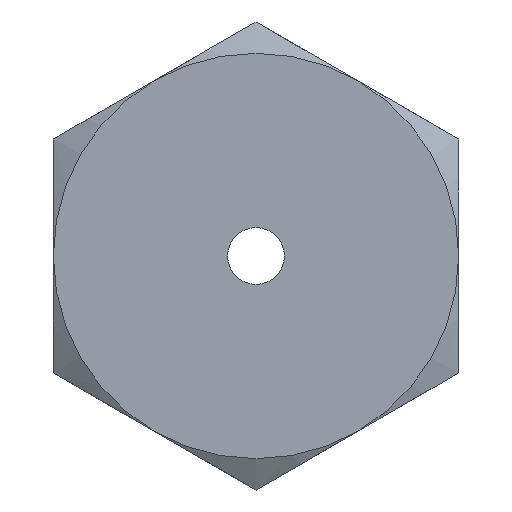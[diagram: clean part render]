
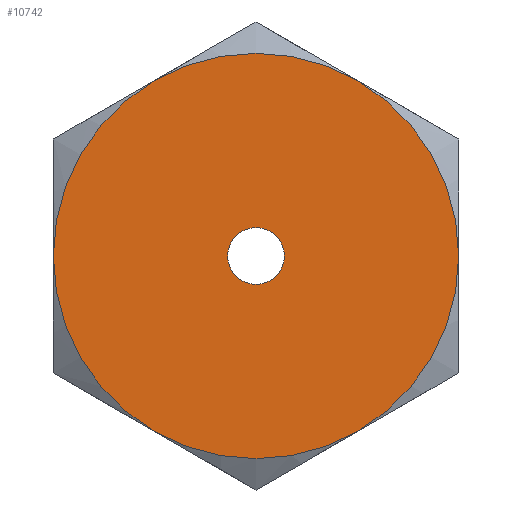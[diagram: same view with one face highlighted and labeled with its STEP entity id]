
A CAD part, left-side view. The second image highlights one B-rep face of the part: STEP entity #10742.
In plain terms, the highlighted planar face has unit normal (-1, 0, 0).
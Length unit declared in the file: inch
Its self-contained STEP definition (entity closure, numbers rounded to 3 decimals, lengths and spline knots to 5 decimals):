
#4255=CARTESIAN_POINT('',(-0.22,0.125,
-0.21651));
#4270=CARTESIAN_POINT('',(-0.22,0.25,
0.));
#4299=CARTESIAN_POINT('',(-0.22,0.125,
0.21651));
#4314=CARTESIAN_POINT('',(-0.22,0.,0.));
#4315=DIRECTION('',(-1.,0.,0.));
#4316=DIRECTION('',(0.,1.,0.));
#4317=AXIS2_PLACEMENT_3D('',#4314,#4315,#4316);
#4319=CARTESIAN_POINT('',(-0.22,0.,0.));
#4320=DIRECTION('',(-1.,0.,0.));
#4321=DIRECTION('',(0.,0.5,0.866));
#4322=AXIS2_PLACEMENT_3D('',#4319,#4320,#4321);
#4324=CARTESIAN_POINT('',(-0.22,0.,0.));
#4325=DIRECTION('',(-1.,0.,0.));
#4326=DIRECTION('',(0.,-0.5,0.866));
#4327=AXIS2_PLACEMENT_3D('',#4324,#4325,#4326);
#4329=CARTESIAN_POINT('',(-0.22,0.,0.));
#4330=DIRECTION('',(-1.,0.,0.));
#4331=DIRECTION('',(0.,-1.,0.));
#4332=AXIS2_PLACEMENT_3D('',#4329,#4330,#4331);
#4334=CARTESIAN_POINT('',(-0.22,0.,0.));
#4335=DIRECTION('',(-1.,0.,0.));
#4336=DIRECTION('',(0.,-0.5,-0.866));
#4337=AXIS2_PLACEMENT_3D('',#4334,#4335,#4336);
#4339=CARTESIAN_POINT('',(-0.22,0.,0.));
#4340=DIRECTION('',(-1.,0.,0.));
#4341=DIRECTION('',(0.,0.5,-0.866));
#4342=AXIS2_PLACEMENT_3D('',#4339,#4340,#4341);
#4344=CARTESIAN_POINT('',(-0.22,0.,0.));
#4345=DIRECTION('',(1.,0.,0.));
#4346=DIRECTION('',(0.,-1.,0.));
#4347=AXIS2_PLACEMENT_3D('',#4344,#4345,#4346);
#4349=CARTESIAN_POINT('',(-0.22,0.,0.));
#4350=DIRECTION('',(1.,0.,0.));
#4351=DIRECTION('',(0.,1.,0.));
#4352=AXIS2_PLACEMENT_3D('',#4349,#4350,#4351);
#4369=CARTESIAN_POINT('',(-0.22,-0.125,
0.21651));
#4391=CARTESIAN_POINT('',(-0.22,-0.25,
0.));
#4413=CARTESIAN_POINT('',(-0.22,-0.125,
-0.21651));
#4621=VERTEX_POINT('',#4255);
#4623=VERTEX_POINT('',#4270);
#4626=VERTEX_POINT('',#4299);
#4628=VERTEX_POINT('',#4369);
#4630=VERTEX_POINT('',#4391);
#4631=VERTEX_POINT('',#4413);
#4636=CARTESIAN_POINT('',(-0.22,-0.035,0.));
#4637=CARTESIAN_POINT('',(-0.22,0.035,0.));
#4638=VERTEX_POINT('',#4636);
#4639=VERTEX_POINT('',#4637);
#10723=CARTESIAN_POINT('',(-0.22,0.,0.));
#10724=DIRECTION('',(1.,0.,0.));
#10725=DIRECTION('',(0.,1.,0.));
#10726=AXIS2_PLACEMENT_3D('',#10723,#10724,#10725);
#10727=PLANE('',#10726);
#10728=ORIENTED_EDGE('',*,*,#10621,.F.);
#10729=ORIENTED_EDGE('',*,*,#10691,.F.);
#10730=ORIENTED_EDGE('',*,*,#10704,.F.);
#10731=ORIENTED_EDGE('',*,*,#10718,.F.);
#10732=ORIENTED_EDGE('',*,*,#10648,.F.);
#10733=ORIENTED_EDGE('',*,*,#10632,.F.);
#10734=EDGE_LOOP('',(#10728,#10729,#10730,#10731,#10732,#10733));
#10735=FACE_OUTER_BOUND('',#10734,.F.);
#10737=ORIENTED_EDGE('',*,*,#10736,.F.);
#10739=ORIENTED_EDGE('',*,*,#10738,.F.);
#10740=EDGE_LOOP('',(#10737,#10739));
#10741=FACE_BOUND('',#10740,.F.);
#4318=CIRCLE('',#4317,0.25);
#4323=CIRCLE('',#4322,0.25);
#4328=CIRCLE('',#4327,0.25);
#4333=CIRCLE('',#4332,0.25);
#4338=CIRCLE('',#4337,0.25);
#4343=CIRCLE('',#4342,0.25);
#4348=CIRCLE('',#4347,0.035);
#4353=CIRCLE('',#4352,0.035);
#10621=EDGE_CURVE('',#4623,#4621,#4318,.T.);
#10632=EDGE_CURVE('',#4621,#4631,#4343,.T.);
#10648=EDGE_CURVE('',#4631,#4630,#4338,.T.);
#10691=EDGE_CURVE('',#4626,#4623,#4323,.T.);
#10704=EDGE_CURVE('',#4628,#4626,#4328,.T.);
#10718=EDGE_CURVE('',#4630,#4628,#4333,.T.);
#10736=EDGE_CURVE('',#4638,#4639,#4348,.T.);
#10738=EDGE_CURVE('',#4639,#4638,#4353,.T.);
#10742=ADVANCED_FACE('',(#10735,#10741),#10727,.F.);
